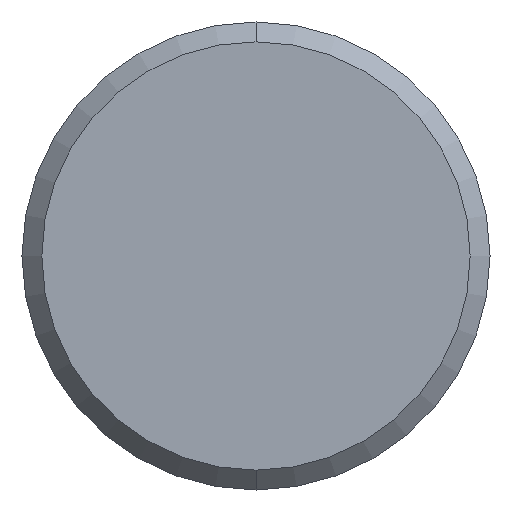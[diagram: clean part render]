
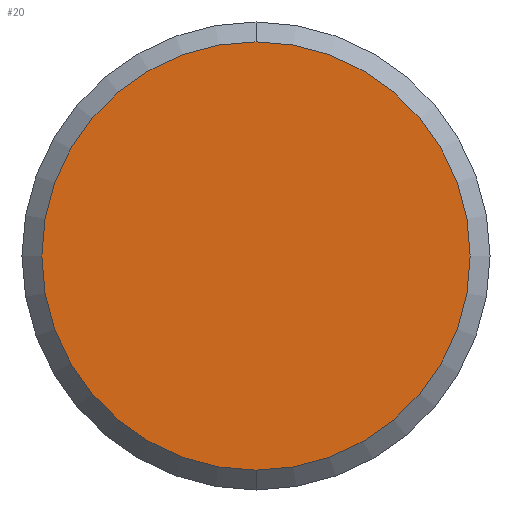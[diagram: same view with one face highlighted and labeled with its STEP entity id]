
A CAD part, front view. The second image highlights one B-rep face of the part: STEP entity #20.
In plain terms, the highlighted planar face has unit normal (0, -1, 0).
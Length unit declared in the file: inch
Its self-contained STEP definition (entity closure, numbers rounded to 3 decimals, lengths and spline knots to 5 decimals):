
#6 = CARTESIAN_POINT ( 'NONE',  ( 0., 0., 0. ) ) ;
#13 = CIRCLE ( 'NONE', #193, 0.21607 ) ;
#20 = ADVANCED_FACE ( 'NONE', ( #73 ), #130, .F. ) ;
#23 = CARTESIAN_POINT ( 'NONE',  ( 0., 0., -0.21607 ) ) ;
#26 = DIRECTION ( 'NONE',  ( 0., 1., 0. ) ) ;
#44 = EDGE_LOOP ( 'NONE', ( #155, #58 ) ) ;
#54 = VERTEX_POINT ( 'NONE', #23 ) ;
#58 = ORIENTED_EDGE ( 'NONE', *, *, #257, .T. ) ;
#73 = FACE_OUTER_BOUND ( 'NONE', #44, .T. ) ;
#81 = DIRECTION ( 'NONE',  ( 0., -1., 0. ) ) ;
#88 = CARTESIAN_POINT ( 'NONE',  ( 0., 0., 0. ) ) ;
#89 = CARTESIAN_POINT ( 'NONE',  ( 0., 0., 0. ) ) ;
#113 = VERTEX_POINT ( 'NONE', #215 ) ;
#117 = DIRECTION ( 'NONE',  ( 0., 0., 1. ) ) ;
#123 = EDGE_CURVE ( 'NONE', #113, #54, #13, .T. ) ;
#130 = PLANE ( 'NONE',  #220 ) ;
#132 = DIRECTION ( 'NONE',  ( 0., -1., 0. ) ) ;
#136 = AXIS2_PLACEMENT_3D ( 'NONE', #89, #132, #209 ) ;
#147 = DIRECTION ( 'NONE',  ( 0., 0., 1. ) ) ;
#155 = ORIENTED_EDGE ( 'NONE', *, *, #123, .T. ) ;
#175 = CIRCLE ( 'NONE', #136, 0.21607 ) ;
#193 = AXIS2_PLACEMENT_3D ( 'NONE', #6, #81, #117 ) ;
#209 = DIRECTION ( 'NONE',  ( 0., 0., 1. ) ) ;
#215 = CARTESIAN_POINT ( 'NONE',  ( 0., 0., 0.21607 ) ) ;
#220 = AXIS2_PLACEMENT_3D ( 'NONE', #88, #26, #147 ) ;
#257 = EDGE_CURVE ( 'NONE', #54, #113, #175, .T. ) ;
